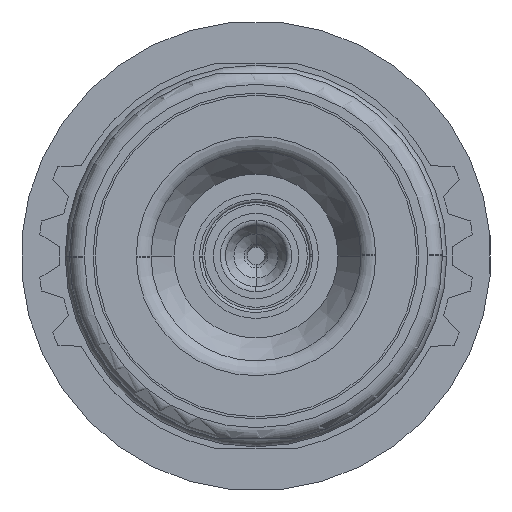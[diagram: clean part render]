
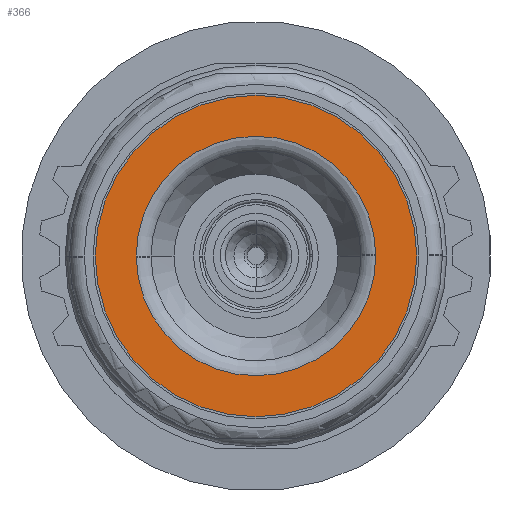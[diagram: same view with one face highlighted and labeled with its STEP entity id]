
A CAD part, front view. The second image highlights one B-rep face of the part: STEP entity #366.
In plain terms, the highlighted planar face has unit normal (0, -1, 0).
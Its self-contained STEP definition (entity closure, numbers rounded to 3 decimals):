
#366=ADVANCED_FACE('',(#1009,#1010),#1011,.T.);
#1009=FACE_OUTER_BOUND('',#2444,.T.);
#1010=FACE_BOUND('',#2445,.T.);
#1011=PLANE('',#2446);
#2444=EDGE_LOOP('',(#6257,#6258));
#2445=EDGE_LOOP('',(#6259,#6260,#6261,#6262));
#2446=AXIS2_PLACEMENT_3D('',#6263,#6264,#6265);
#6257=ORIENTED_EDGE('',*,*,#7906,.F.);
#6258=ORIENTED_EDGE('',*,*,#7907,.T.);
#6259=ORIENTED_EDGE('',*,*,#7905,.T.);
#6260=ORIENTED_EDGE('',*,*,#7883,.T.);
#6261=ORIENTED_EDGE('',*,*,#7908,.T.);
#6262=ORIENTED_EDGE('',*,*,#7851,.T.);
#6263=CARTESIAN_POINT('',(0.0,-7.0,0.0));
#6264=DIRECTION('',(0.0,-1.0,0.0));
#6265=DIRECTION('',(0.0,0.0,-1.0));
#7851=EDGE_CURVE('',#9067,#9071,#9073,.T.);
#7883=EDGE_CURVE('',#9131,#9135,#9137,.T.);
#7905=EDGE_CURVE('',#9071,#9131,#9169,.T.);
#7906=EDGE_CURVE('',#9170,#9171,#9172,.T.);
#7907=EDGE_CURVE('',#9170,#9171,#9173,.T.);
#7908=EDGE_CURVE('',#9135,#9067,#9174,.T.);
#9067=VERTEX_POINT('',#11220);
#9071=VERTEX_POINT('',#11224);
#9073=CIRCLE('',#11226,4.079);
#9131=VERTEX_POINT('',#11284);
#9135=VERTEX_POINT('',#11288);
#9137=CIRCLE('',#11290,4.079);
#9169=CIRCLE('',#11328,4.079);
#9170=VERTEX_POINT('',#11329);
#9171=VERTEX_POINT('',#11330);
#9172=CIRCLE('',#11331,5.475);
#9173=CIRCLE('',#11332,5.475);
#9174=CIRCLE('',#11333,4.079);
#11220=CARTESIAN_POINT('',(-4.079,-7.0,-0.042));
#11224=CARTESIAN_POINT('',(-4.079,-7.0,0.0));
#11226=AXIS2_PLACEMENT_3D('',#13602,#13603,#13604);
#11284=CARTESIAN_POINT('',(4.079,-7.0,0.042));
#11288=CARTESIAN_POINT('',(4.079,-7.0,0.0));
#11290=AXIS2_PLACEMENT_3D('',#13698,#13699,#13700);
#11328=AXIS2_PLACEMENT_3D('',#13752,#13753,#13754);
#11329=CARTESIAN_POINT('',(5.475,-7.0,0.0));
#11330=CARTESIAN_POINT('',(-5.475,-7.0,0.0));
#11331=AXIS2_PLACEMENT_3D('',#13755,#13756,#13757);
#11332=AXIS2_PLACEMENT_3D('',#13758,#13759,#13760);
#11333=AXIS2_PLACEMENT_3D('',#13761,#13762,#13763);
#13602=CARTESIAN_POINT('',(0.0,-7.0,0.0));
#13603=DIRECTION('',(-0.0,1.0,0.0));
#13604=DIRECTION('',(1.0,0.0,0.0));
#13698=CARTESIAN_POINT('',(0.0,-7.0,0.0));
#13699=DIRECTION('',(0.0,1.0,0.0));
#13700=DIRECTION('',(-1.0,0.0,0.0));
#13752=CARTESIAN_POINT('',(0.0,-7.0,0.0));
#13753=DIRECTION('',(0.0,1.0,0.0));
#13754=DIRECTION('',(-1.0,0.0,0.0));
#13755=CARTESIAN_POINT('',(0.0,-7.0,0.0));
#13756=DIRECTION('',(-0.0,1.0,0.0));
#13757=DIRECTION('',(1.0,0.0,0.0));
#13758=CARTESIAN_POINT('',(0.0,-7.0,0.0));
#13759=DIRECTION('',(0.0,-1.0,0.0));
#13760=DIRECTION('',(1.0,0.0,0.0));
#13761=CARTESIAN_POINT('',(0.0,-7.0,0.0));
#13762=DIRECTION('',(-0.0,1.0,0.0));
#13763=DIRECTION('',(1.0,0.0,0.0));
